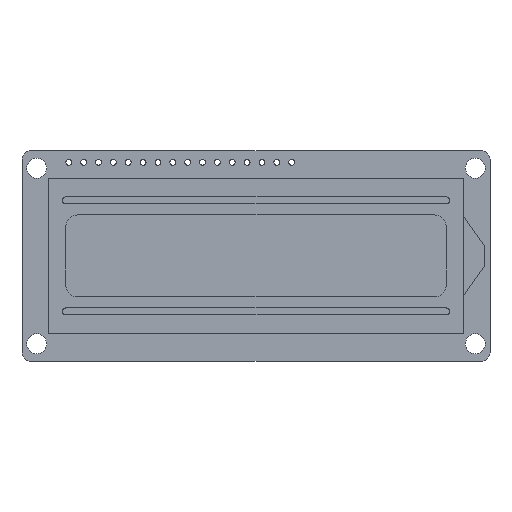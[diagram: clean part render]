
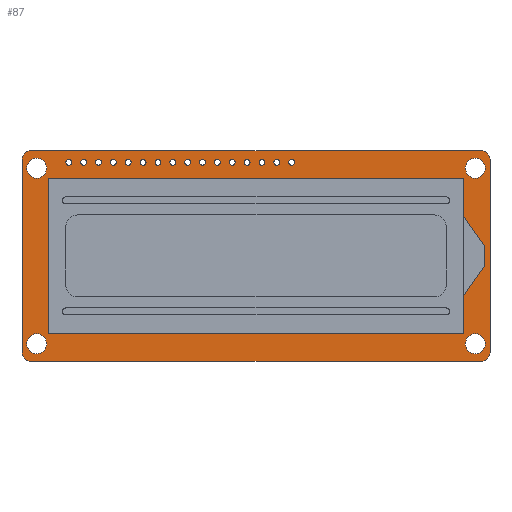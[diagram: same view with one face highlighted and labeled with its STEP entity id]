
A CAD part, top view. The second image highlights one B-rep face of the part: STEP entity #87.
In plain terms, the highlighted planar face has unit normal (0, 0, 1).
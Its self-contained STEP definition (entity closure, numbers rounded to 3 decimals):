
#51 = EDGE_CURVE('',#52,#54,#56,.T.);
#52 = VERTEX_POINT('',#53);
#53 = CARTESIAN_POINT('',(-38.5,18.,0.));
#54 = VERTEX_POINT('',#55);
#55 = CARTESIAN_POINT('',(38.5,18.,0.));
#56 = LINE('',#57,#58);
#57 = CARTESIAN_POINT('',(-40.,18.,0.));
#58 = VECTOR('',#59,1.);
#59 = DIRECTION('',(1.,0.,0.));
#87 = ADVANCED_FACE('',(#88,#149,#160,#171,#182,#193,#204,#215,#226,#237
    ,#248,#259,#270,#281,#292,#303,#314,#325,#336,#347,#358),#369,.F.);
#88 = FACE_BOUND('',#89,.F.);
#89 = EDGE_LOOP('',(#90,#91,#100,#108,#117,#125,#134,#142));
#90 = ORIENTED_EDGE('',*,*,#51,.T.);
#91 = ORIENTED_EDGE('',*,*,#92,.T.);
#92 = EDGE_CURVE('',#54,#93,#95,.T.);
#93 = VERTEX_POINT('',#94);
#94 = CARTESIAN_POINT('',(40.,16.5,0.));
#95 = CIRCLE('',#96,1.5);
#96 = AXIS2_PLACEMENT_3D('',#97,#98,#99);
#97 = CARTESIAN_POINT('',(38.5,16.5,0.));
#98 = DIRECTION('',(0.,0.,-1.));
#99 = DIRECTION('',(0.,1.,0.));
#100 = ORIENTED_EDGE('',*,*,#101,.T.);
#101 = EDGE_CURVE('',#93,#102,#104,.T.);
#102 = VERTEX_POINT('',#103);
#103 = CARTESIAN_POINT('',(40.,-16.5,0.));
#104 = LINE('',#105,#106);
#105 = CARTESIAN_POINT('',(40.,18.,0.));
#106 = VECTOR('',#107,1.);
#107 = DIRECTION('',(0.,-1.,0.));
#108 = ORIENTED_EDGE('',*,*,#109,.T.);
#109 = EDGE_CURVE('',#102,#110,#112,.T.);
#110 = VERTEX_POINT('',#111);
#111 = CARTESIAN_POINT('',(38.5,-18.,0.));
#112 = CIRCLE('',#113,1.5);
#113 = AXIS2_PLACEMENT_3D('',#114,#115,#116);
#114 = CARTESIAN_POINT('',(38.5,-16.5,0.));
#115 = DIRECTION('',(0.,0.,-1.));
#116 = DIRECTION('',(0.,1.,0.));
#117 = ORIENTED_EDGE('',*,*,#118,.T.);
#118 = EDGE_CURVE('',#110,#119,#121,.T.);
#119 = VERTEX_POINT('',#120);
#120 = CARTESIAN_POINT('',(-38.5,-18.,0.));
#121 = LINE('',#122,#123);
#122 = CARTESIAN_POINT('',(40.,-18.,0.));
#123 = VECTOR('',#124,1.);
#124 = DIRECTION('',(-1.,0.,0.));
#125 = ORIENTED_EDGE('',*,*,#126,.T.);
#126 = EDGE_CURVE('',#119,#127,#129,.T.);
#127 = VERTEX_POINT('',#128);
#128 = CARTESIAN_POINT('',(-40.,-16.5,0.));
#129 = CIRCLE('',#130,1.5);
#130 = AXIS2_PLACEMENT_3D('',#131,#132,#133);
#131 = CARTESIAN_POINT('',(-38.5,-16.5,0.));
#132 = DIRECTION('',(0.,0.,-1.));
#133 = DIRECTION('',(0.,1.,0.));
#134 = ORIENTED_EDGE('',*,*,#135,.T.);
#135 = EDGE_CURVE('',#127,#136,#138,.T.);
#136 = VERTEX_POINT('',#137);
#137 = CARTESIAN_POINT('',(-40.,16.5,0.));
#138 = LINE('',#139,#140);
#139 = CARTESIAN_POINT('',(-40.,-18.,0.));
#140 = VECTOR('',#141,1.);
#141 = DIRECTION('',(0.,1.,0.));
#142 = ORIENTED_EDGE('',*,*,#143,.F.);
#143 = EDGE_CURVE('',#52,#136,#144,.T.);
#144 = CIRCLE('',#145,1.5);
#145 = AXIS2_PLACEMENT_3D('',#146,#147,#148);
#146 = CARTESIAN_POINT('',(-38.5,16.5,0.));
#147 = DIRECTION('',(0.,-0.,1.));
#148 = DIRECTION('',(0.,1.,0.));
#149 = FACE_BOUND('',#150,.F.);
#150 = EDGE_LOOP('',(#151));
#151 = ORIENTED_EDGE('',*,*,#152,.T.);
#152 = EDGE_CURVE('',#153,#153,#155,.T.);
#153 = VERTEX_POINT('',#154);
#154 = CARTESIAN_POINT('',(-35.8,-15.,0.));
#155 = CIRCLE('',#156,1.7);
#156 = AXIS2_PLACEMENT_3D('',#157,#158,#159);
#157 = CARTESIAN_POINT('',(-37.5,-15.,0.));
#158 = DIRECTION('',(0.,0.,1.));
#159 = DIRECTION('',(1.,0.,0.));
#160 = FACE_BOUND('',#161,.F.);
#161 = EDGE_LOOP('',(#162));
#162 = ORIENTED_EDGE('',*,*,#163,.T.);
#163 = EDGE_CURVE('',#164,#164,#166,.T.);
#164 = VERTEX_POINT('',#165);
#165 = CARTESIAN_POINT('',(39.2,-15.,0.));
#166 = CIRCLE('',#167,1.7);
#167 = AXIS2_PLACEMENT_3D('',#168,#169,#170);
#168 = CARTESIAN_POINT('',(37.5,-15.,0.));
#169 = DIRECTION('',(0.,0.,1.));
#170 = DIRECTION('',(1.,0.,0.));
#171 = FACE_BOUND('',#172,.F.);
#172 = EDGE_LOOP('',(#173));
#173 = ORIENTED_EDGE('',*,*,#174,.T.);
#174 = EDGE_CURVE('',#175,#175,#177,.T.);
#175 = VERTEX_POINT('',#176);
#176 = CARTESIAN_POINT('',(39.2,15.,0.));
#177 = CIRCLE('',#178,1.7);
#178 = AXIS2_PLACEMENT_3D('',#179,#180,#181);
#179 = CARTESIAN_POINT('',(37.5,15.,0.));
#180 = DIRECTION('',(0.,0.,1.));
#181 = DIRECTION('',(1.,0.,0.));
#182 = FACE_BOUND('',#183,.F.);
#183 = EDGE_LOOP('',(#184));
#184 = ORIENTED_EDGE('',*,*,#185,.T.);
#185 = EDGE_CURVE('',#186,#186,#188,.T.);
#186 = VERTEX_POINT('',#187);
#187 = CARTESIAN_POINT('',(-35.8,15.,0.));
#188 = CIRCLE('',#189,1.7);
#189 = AXIS2_PLACEMENT_3D('',#190,#191,#192);
#190 = CARTESIAN_POINT('',(-37.5,15.,0.));
#191 = DIRECTION('',(0.,0.,1.));
#192 = DIRECTION('',(1.,0.,0.));
#193 = FACE_BOUND('',#194,.F.);
#194 = EDGE_LOOP('',(#195));
#195 = ORIENTED_EDGE('',*,*,#196,.T.);
#196 = EDGE_CURVE('',#197,#197,#199,.T.);
#197 = VERTEX_POINT('',#198);
#198 = CARTESIAN_POINT('',(6.6,16.,0.));
#199 = CIRCLE('',#200,0.5);
#200 = AXIS2_PLACEMENT_3D('',#201,#202,#203);
#201 = CARTESIAN_POINT('',(6.1,16.,0.));
#202 = DIRECTION('',(0.,0.,1.));
#203 = DIRECTION('',(1.,0.,0.));
#204 = FACE_BOUND('',#205,.F.);
#205 = EDGE_LOOP('',(#206));
#206 = ORIENTED_EDGE('',*,*,#207,.T.);
#207 = EDGE_CURVE('',#208,#208,#210,.T.);
#208 = VERTEX_POINT('',#209);
#209 = CARTESIAN_POINT('',(4.06,16.,0.));
#210 = CIRCLE('',#211,0.5);
#211 = AXIS2_PLACEMENT_3D('',#212,#213,#214);
#212 = CARTESIAN_POINT('',(3.56,16.,0.));
#213 = DIRECTION('',(0.,0.,1.));
#214 = DIRECTION('',(1.,0.,0.));
#215 = FACE_BOUND('',#216,.F.);
#216 = EDGE_LOOP('',(#217));
#217 = ORIENTED_EDGE('',*,*,#218,.T.);
#218 = EDGE_CURVE('',#219,#219,#221,.T.);
#219 = VERTEX_POINT('',#220);
#220 = CARTESIAN_POINT('',(1.52,16.,0.));
#221 = CIRCLE('',#222,0.5);
#222 = AXIS2_PLACEMENT_3D('',#223,#224,#225);
#223 = CARTESIAN_POINT('',(1.02,16.,0.));
#224 = DIRECTION('',(0.,0.,1.));
#225 = DIRECTION('',(1.,0.,0.));
#226 = FACE_BOUND('',#227,.F.);
#227 = EDGE_LOOP('',(#228));
#228 = ORIENTED_EDGE('',*,*,#229,.T.);
#229 = EDGE_CURVE('',#230,#230,#232,.T.);
#230 = VERTEX_POINT('',#231);
#231 = CARTESIAN_POINT('',(-1.02,16.,0.));
#232 = CIRCLE('',#233,0.5);
#233 = AXIS2_PLACEMENT_3D('',#234,#235,#236);
#234 = CARTESIAN_POINT('',(-1.52,16.,0.));
#235 = DIRECTION('',(0.,0.,1.));
#236 = DIRECTION('',(1.,0.,0.));
#237 = FACE_BOUND('',#238,.F.);
#238 = EDGE_LOOP('',(#239));
#239 = ORIENTED_EDGE('',*,*,#240,.T.);
#240 = EDGE_CURVE('',#241,#241,#243,.T.);
#241 = VERTEX_POINT('',#242);
#242 = CARTESIAN_POINT('',(-3.56,16.,0.));
#243 = CIRCLE('',#244,0.5);
#244 = AXIS2_PLACEMENT_3D('',#245,#246,#247);
#245 = CARTESIAN_POINT('',(-4.06,16.,0.));
#246 = DIRECTION('',(0.,0.,1.));
#247 = DIRECTION('',(1.,0.,0.));
#248 = FACE_BOUND('',#249,.F.);
#249 = EDGE_LOOP('',(#250));
#250 = ORIENTED_EDGE('',*,*,#251,.T.);
#251 = EDGE_CURVE('',#252,#252,#254,.T.);
#252 = VERTEX_POINT('',#253);
#253 = CARTESIAN_POINT('',(-6.1,16.,0.));
#254 = CIRCLE('',#255,0.5);
#255 = AXIS2_PLACEMENT_3D('',#256,#257,#258);
#256 = CARTESIAN_POINT('',(-6.6,16.,0.));
#257 = DIRECTION('',(0.,0.,1.));
#258 = DIRECTION('',(1.,0.,0.));
#259 = FACE_BOUND('',#260,.F.);
#260 = EDGE_LOOP('',(#261));
#261 = ORIENTED_EDGE('',*,*,#262,.T.);
#262 = EDGE_CURVE('',#263,#263,#265,.T.);
#263 = VERTEX_POINT('',#264);
#264 = CARTESIAN_POINT('',(-8.64,16.,0.));
#265 = CIRCLE('',#266,0.5);
#266 = AXIS2_PLACEMENT_3D('',#267,#268,#269);
#267 = CARTESIAN_POINT('',(-9.14,16.,0.));
#268 = DIRECTION('',(0.,0.,1.));
#269 = DIRECTION('',(1.,0.,0.));
#270 = FACE_BOUND('',#271,.F.);
#271 = EDGE_LOOP('',(#272));
#272 = ORIENTED_EDGE('',*,*,#273,.T.);
#273 = EDGE_CURVE('',#274,#274,#276,.T.);
#274 = VERTEX_POINT('',#275);
#275 = CARTESIAN_POINT('',(-13.72,16.,0.));
#276 = CIRCLE('',#277,0.5);
#277 = AXIS2_PLACEMENT_3D('',#278,#279,#280);
#278 = CARTESIAN_POINT('',(-14.22,16.,0.));
#279 = DIRECTION('',(0.,0.,1.));
#280 = DIRECTION('',(1.,0.,0.));
#281 = FACE_BOUND('',#282,.F.);
#282 = EDGE_LOOP('',(#283));
#283 = ORIENTED_EDGE('',*,*,#284,.T.);
#284 = EDGE_CURVE('',#285,#285,#287,.T.);
#285 = VERTEX_POINT('',#286);
#286 = CARTESIAN_POINT('',(-11.18,16.,0.));
#287 = CIRCLE('',#288,0.5);
#288 = AXIS2_PLACEMENT_3D('',#289,#290,#291);
#289 = CARTESIAN_POINT('',(-11.68,16.,0.));
#290 = DIRECTION('',(0.,0.,1.));
#291 = DIRECTION('',(1.,0.,0.));
#292 = FACE_BOUND('',#293,.F.);
#293 = EDGE_LOOP('',(#294));
#294 = ORIENTED_EDGE('',*,*,#295,.T.);
#295 = EDGE_CURVE('',#296,#296,#298,.T.);
#296 = VERTEX_POINT('',#297);
#297 = CARTESIAN_POINT('',(-16.26,16.,0.));
#298 = CIRCLE('',#299,0.5);
#299 = AXIS2_PLACEMENT_3D('',#300,#301,#302);
#300 = CARTESIAN_POINT('',(-16.76,16.,0.));
#301 = DIRECTION('',(0.,0.,1.));
#302 = DIRECTION('',(1.,0.,0.));
#303 = FACE_BOUND('',#304,.F.);
#304 = EDGE_LOOP('',(#305));
#305 = ORIENTED_EDGE('',*,*,#306,.T.);
#306 = EDGE_CURVE('',#307,#307,#309,.T.);
#307 = VERTEX_POINT('',#308);
#308 = CARTESIAN_POINT('',(-18.8,16.,0.));
#309 = CIRCLE('',#310,0.5);
#310 = AXIS2_PLACEMENT_3D('',#311,#312,#313);
#311 = CARTESIAN_POINT('',(-19.3,16.,0.));
#312 = DIRECTION('',(0.,0.,1.));
#313 = DIRECTION('',(1.,0.,0.));
#314 = FACE_BOUND('',#315,.F.);
#315 = EDGE_LOOP('',(#316));
#316 = ORIENTED_EDGE('',*,*,#317,.T.);
#317 = EDGE_CURVE('',#318,#318,#320,.T.);
#318 = VERTEX_POINT('',#319);
#319 = CARTESIAN_POINT('',(-21.34,16.,0.));
#320 = CIRCLE('',#321,0.5);
#321 = AXIS2_PLACEMENT_3D('',#322,#323,#324);
#322 = CARTESIAN_POINT('',(-21.84,16.,0.));
#323 = DIRECTION('',(0.,0.,1.));
#324 = DIRECTION('',(1.,0.,0.));
#325 = FACE_BOUND('',#326,.F.);
#326 = EDGE_LOOP('',(#327));
#327 = ORIENTED_EDGE('',*,*,#328,.T.);
#328 = EDGE_CURVE('',#329,#329,#331,.T.);
#329 = VERTEX_POINT('',#330);
#330 = CARTESIAN_POINT('',(-23.88,16.,0.));
#331 = CIRCLE('',#332,0.5);
#332 = AXIS2_PLACEMENT_3D('',#333,#334,#335);
#333 = CARTESIAN_POINT('',(-24.38,16.,0.));
#334 = DIRECTION('',(0.,0.,1.));
#335 = DIRECTION('',(1.,0.,0.));
#336 = FACE_BOUND('',#337,.F.);
#337 = EDGE_LOOP('',(#338));
#338 = ORIENTED_EDGE('',*,*,#339,.T.);
#339 = EDGE_CURVE('',#340,#340,#342,.T.);
#340 = VERTEX_POINT('',#341);
#341 = CARTESIAN_POINT('',(-26.42,16.,0.));
#342 = CIRCLE('',#343,0.5);
#343 = AXIS2_PLACEMENT_3D('',#344,#345,#346);
#344 = CARTESIAN_POINT('',(-26.92,16.,0.));
#345 = DIRECTION('',(0.,0.,1.));
#346 = DIRECTION('',(1.,0.,0.));
#347 = FACE_BOUND('',#348,.F.);
#348 = EDGE_LOOP('',(#349));
#349 = ORIENTED_EDGE('',*,*,#350,.T.);
#350 = EDGE_CURVE('',#351,#351,#353,.T.);
#351 = VERTEX_POINT('',#352);
#352 = CARTESIAN_POINT('',(-28.96,16.,0.));
#353 = CIRCLE('',#354,0.5);
#354 = AXIS2_PLACEMENT_3D('',#355,#356,#357);
#355 = CARTESIAN_POINT('',(-29.46,16.,0.));
#356 = DIRECTION('',(0.,0.,1.));
#357 = DIRECTION('',(1.,0.,0.));
#358 = FACE_BOUND('',#359,.F.);
#359 = EDGE_LOOP('',(#360));
#360 = ORIENTED_EDGE('',*,*,#361,.T.);
#361 = EDGE_CURVE('',#362,#362,#364,.T.);
#362 = VERTEX_POINT('',#363);
#363 = CARTESIAN_POINT('',(-31.5,16.,0.));
#364 = CIRCLE('',#365,0.5);
#365 = AXIS2_PLACEMENT_3D('',#366,#367,#368);
#366 = CARTESIAN_POINT('',(-32.,16.,0.));
#367 = DIRECTION('',(0.,0.,1.));
#368 = DIRECTION('',(1.,0.,0.));
#369 = PLANE('',#370);
#370 = AXIS2_PLACEMENT_3D('',#371,#372,#373);
#371 = CARTESIAN_POINT('',(0.,0.,0.));
#372 = DIRECTION('',(-0.,-0.,-1.));
#373 = DIRECTION('',(-1.,0.,0.));
